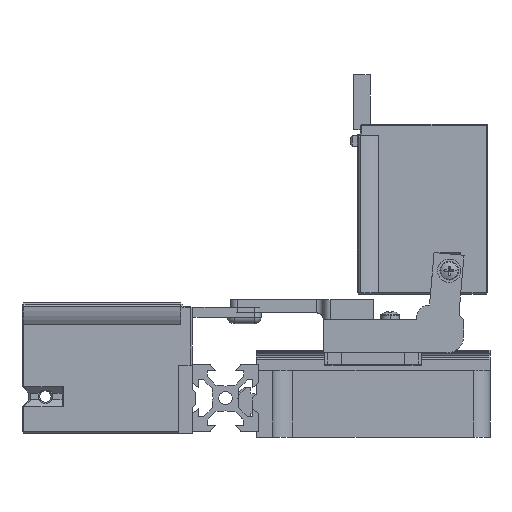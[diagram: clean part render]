
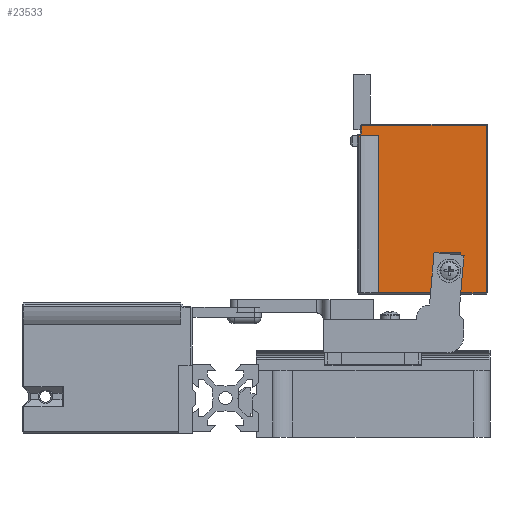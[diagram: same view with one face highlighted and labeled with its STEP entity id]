
A CAD part, left-side view. The second image highlights one B-rep face of the part: STEP entity #23533.
In plain terms, the highlighted face is planar.
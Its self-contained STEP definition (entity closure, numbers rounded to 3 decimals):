
#642 = EDGE_CURVE ( 'NONE', #13981, #28514, #19171, .T. ) ;
#709 = LINE ( 'NONE', #29803, #1181 ) ;
#887 = VECTOR ( 'NONE', #38888, 1000. ) ;
#1016 = CARTESIAN_POINT ( 'NONE',  ( -50.5, 0., 4.2 ) ) ;
#1078 = EDGE_CURVE ( 'NONE', #9704, #27857, #28466, .T. ) ;
#1181 = VECTOR ( 'NONE', #7089, 1000. ) ;
#1700 = CARTESIAN_POINT ( 'NONE',  ( -0.4, 37.6, 4.2 ) ) ;
#1826 = DIRECTION ( 'NONE',  ( 0., 0., 1. ) ) ;
#1933 = DIRECTION ( 'NONE',  ( -1., 0., 0. ) ) ;
#2437 = ORIENTED_EDGE ( 'NONE', *, *, #9705, .F. ) ;
#2630 = VERTEX_POINT ( 'NONE', #41384 ) ;
#2751 = EDGE_CURVE ( 'NONE', #39168, #27825, #40088, .T. ) ;
#2928 = EDGE_CURVE ( 'NONE', #8170, #26250, #31356, .T. ) ;
#2933 = VECTOR ( 'NONE', #4604, 1000. ) ;
#2956 = EDGE_CURVE ( 'NONE', #35700, #26250, #33716, .T. ) ;
#3029 = CARTESIAN_POINT ( 'NONE',  ( -50.9, 14., 4.2 ) ) ;
#3155 = CARTESIAN_POINT ( 'NONE',  ( -50.5, 14.045, 4.2 ) ) ;
#3705 = ORIENTED_EDGE ( 'NONE', *, *, #36933, .F. ) ;
#3810 = ORIENTED_EDGE ( 'NONE', *, *, #1078, .F. ) ;
#4069 = LINE ( 'NONE', #11071, #39380 ) ;
#4604 = DIRECTION ( 'NONE',  ( 0., 1., 0. ) ) ;
#4665 = DIRECTION ( 'NONE',  ( 0.894, 0.447, 0. ) ) ;
#5030 = ORIENTED_EDGE ( 'NONE', *, *, #16536, .T. ) ;
#5036 = VECTOR ( 'NONE', #10944, 1000. ) ;
#5595 = AXIS2_PLACEMENT_3D ( 'NONE', #7354, #1826, #26716 ) ;
#6162 = CARTESIAN_POINT ( 'NONE',  ( -0.4, 0.4, 4.2 ) ) ;
#6511 = EDGE_LOOP ( 'NONE', ( #8553, #40298, #20442, #3705, #25003, #12910, #5030, #24807, #16654, #39130, #3810, #2437, #12410, #38977, #33888, #18075 ) ) ;
#7089 = DIRECTION ( 'NONE',  ( 1., 0., 0. ) ) ;
#7354 = CARTESIAN_POINT ( 'NONE',  ( -50.9, 0., 4.2 ) ) ;
#7769 = LINE ( 'NONE', #17740, #5036 ) ;
#7797 = LINE ( 'NONE', #20558, #12940 ) ;
#8170 = VERTEX_POINT ( 'NONE', #12534 ) ;
#8263 = VECTOR ( 'NONE', #30522, 1000. ) ;
#8553 = ORIENTED_EDGE ( 'NONE', *, *, #2956, .F. ) ;
#8725 = VECTOR ( 'NONE', #39820, 1000. ) ;
#9704 = VERTEX_POINT ( 'NONE', #1700 ) ;
#9705 = EDGE_CURVE ( 'NONE', #28802, #9704, #24391, .T. ) ;
#10477 = LINE ( 'NONE', #23440, #18455 ) ;
#10669 = DIRECTION ( 'NONE',  ( 0., 1., 0. ) ) ;
#10944 = DIRECTION ( 'NONE',  ( 0., -1., 0. ) ) ;
#11071 = CARTESIAN_POINT ( 'NONE',  ( -38.175, 0.4, 4.2 ) ) ;
#11449 = CARTESIAN_POINT ( 'NONE',  ( -51.142, 7.634, 4.2 ) ) ;
#12095 = VERTEX_POINT ( 'NONE', #33579 ) ;
#12410 = ORIENTED_EDGE ( 'NONE', *, *, #26527, .F. ) ;
#12534 = CARTESIAN_POINT ( 'NONE',  ( -4.016, 38.6, 4.2 ) ) ;
#12690 = CARTESIAN_POINT ( 'NONE',  ( -3.516, 38.1, 4.2 ) ) ;
#12722 = DIRECTION ( 'NONE',  ( -0.894, 0.447, 0. ) ) ;
#12910 = ORIENTED_EDGE ( 'NONE', *, *, #38491, .F. ) ;
#12940 = VECTOR ( 'NONE', #20757, 1000. ) ;
#13261 = CARTESIAN_POINT ( 'NONE',  ( -50.5, 0., 4.2 ) ) ;
#13459 = DIRECTION ( 'NONE',  ( 0., 1., 0. ) ) ;
#13481 = EDGE_CURVE ( 'NONE', #2630, #34345, #27199, .T. ) ;
#13981 = VERTEX_POINT ( 'NONE', #23949 ) ;
#14755 = CARTESIAN_POINT ( 'NONE',  ( -3.516, 32.6, 4.2 ) ) ;
#16522 = DIRECTION ( 'NONE',  ( 0., 1., 0. ) ) ;
#16536 = EDGE_CURVE ( 'NONE', #12095, #34345, #34445, .T. ) ;
#16561 = CARTESIAN_POINT ( 'NONE',  ( -45.722, 11.656, 4.2 ) ) ;
#16654 = ORIENTED_EDGE ( 'NONE', *, *, #21967, .F. ) ;
#17017 = DIRECTION ( 'NONE',  ( 1., 0., 0. ) ) ;
#17291 = LINE ( 'NONE', #13261, #31277 ) ;
#17740 = CARTESIAN_POINT ( 'NONE',  ( -3.4, 19.25, 4.2 ) ) ;
#17863 = DIRECTION ( 'NONE',  ( -1., 0., 0. ) ) ;
#18042 = DIRECTION ( 'NONE',  ( 1., 0., 0. ) ) ;
#18075 = ORIENTED_EDGE ( 'NONE', *, *, #2928, .T. ) ;
#18455 = VECTOR ( 'NONE', #10669, 1000. ) ;
#19171 = LINE ( 'NONE', #3029, #32552 ) ;
#19233 = VECTOR ( 'NONE', #4665, 1000. ) ;
#20442 = ORIENTED_EDGE ( 'NONE', *, *, #2751, .F. ) ;
#20558 = CARTESIAN_POINT ( 'NONE',  ( -5.558, 40.392, 4.2 ) ) ;
#20757 = DIRECTION ( 'NONE',  ( 0.707, -0.707, 0. ) ) ;
#20862 = EDGE_CURVE ( 'NONE', #27857, #39997, #4069, .T. ) ;
#21163 = CARTESIAN_POINT ( 'NONE',  ( -3.516, 38.6, 4.2 ) ) ;
#21784 = CARTESIAN_POINT ( 'NONE',  ( -3.4, 38.6, 4.2 ) ) ;
#21882 = CARTESIAN_POINT ( 'NONE',  ( -50.9, 8., 4.2 ) ) ;
#21967 = EDGE_CURVE ( 'NONE', #39997, #2630, #17291, .T. ) ;
#22106 = CARTESIAN_POINT ( 'NONE',  ( -50.5, 0.4, 4.2 ) ) ;
#23440 = CARTESIAN_POINT ( 'NONE',  ( -38.5, 5.5, 4.2 ) ) ;
#23533 = ADVANCED_FACE ( 'NONE', ( #33907 ), #27350, .T. ) ;
#23949 = CARTESIAN_POINT ( 'NONE',  ( -50.41, 14., 4.2 ) ) ;
#24391 = LINE ( 'NONE', #33971, #37046 ) ;
#24802 = CARTESIAN_POINT ( 'NONE',  ( -3.4, 38.234, 4.2 ) ) ;
#24807 = ORIENTED_EDGE ( 'NONE', *, *, #13481, .F. ) ;
#25003 = ORIENTED_EDGE ( 'NONE', *, *, #642, .T. ) ;
#26124 = LINE ( 'NONE', #16561, #33893 ) ;
#26250 = VERTEX_POINT ( 'NONE', #12690 ) ;
#26527 = EDGE_CURVE ( 'NONE', #40818, #28802, #7797, .T. ) ;
#26716 = DIRECTION ( 'NONE',  ( 1., 0., 0. ) ) ;
#27199 = LINE ( 'NONE', #11449, #19233 ) ;
#27350 = PLANE ( 'NONE',  #5595 ) ;
#27691 = CARTESIAN_POINT ( 'NONE',  ( -50.5, 32.6, 4.2 ) ) ;
#27825 = VERTEX_POINT ( 'NONE', #38277 ) ;
#27857 = VERTEX_POINT ( 'NONE', #6162 ) ;
#28466 = LINE ( 'NONE', #35894, #887 ) ;
#28514 = VERTEX_POINT ( 'NONE', #28805 ) ;
#28802 = VERTEX_POINT ( 'NONE', #33878 ) ;
#28805 = CARTESIAN_POINT ( 'NONE',  ( -38.5, 14., 4.2 ) ) ;
#29803 = CARTESIAN_POINT ( 'NONE',  ( -38.175, 38.6, 4.2 ) ) ;
#30522 = DIRECTION ( 'NONE',  ( 0.707, -0.707, 0. ) ) ;
#31277 = VECTOR ( 'NONE', #13459, 1000. ) ;
#31356 = LINE ( 'NONE', #41136, #8263 ) ;
#32119 = CARTESIAN_POINT ( 'NONE',  ( -50.41, 8., 4.2 ) ) ;
#32552 = VECTOR ( 'NONE', #17017, 1000. ) ;
#32739 = EDGE_CURVE ( 'NONE', #8170, #33321, #709, .T. ) ;
#33321 = VERTEX_POINT ( 'NONE', #21784 ) ;
#33579 = CARTESIAN_POINT ( 'NONE',  ( -38.5, 8., 4.2 ) ) ;
#33716 = LINE ( 'NONE', #21163, #2933 ) ;
#33878 = CARTESIAN_POINT ( 'NONE',  ( -2.766, 37.6, 4.2 ) ) ;
#33888 = ORIENTED_EDGE ( 'NONE', *, *, #32739, .F. ) ;
#33893 = VECTOR ( 'NONE', #12722, 1000. ) ;
#33907 = FACE_OUTER_BOUND ( 'NONE', #6511, .T. ) ;
#33971 = CARTESIAN_POINT ( 'NONE',  ( -25.45, 37.6, 4.2 ) ) ;
#34124 = VECTOR ( 'NONE', #16522, 1000. ) ;
#34345 = VERTEX_POINT ( 'NONE', #32119 ) ;
#34445 = LINE ( 'NONE', #21882, #41029 ) ;
#35700 = VERTEX_POINT ( 'NONE', #14755 ) ;
#35894 = CARTESIAN_POINT ( 'NONE',  ( -0.4, 0., 4.2 ) ) ;
#36243 = EDGE_CURVE ( 'NONE', #27825, #35700, #37466, .T. ) ;
#36933 = EDGE_CURVE ( 'NONE', #13981, #39168, #26124, .T. ) ;
#37046 = VECTOR ( 'NONE', #18042, 1000. ) ;
#37466 = LINE ( 'NONE', #27691, #8725 ) ;
#38277 = CARTESIAN_POINT ( 'NONE',  ( -50.5, 32.6, 4.2 ) ) ;
#38491 = EDGE_CURVE ( 'NONE', #12095, #28514, #10477, .T. ) ;
#38888 = DIRECTION ( 'NONE',  ( 0., -1., 0. ) ) ;
#38977 = ORIENTED_EDGE ( 'NONE', *, *, #41108, .F. ) ;
#39130 = ORIENTED_EDGE ( 'NONE', *, *, #20862, .F. ) ;
#39168 = VERTEX_POINT ( 'NONE', #3155 ) ;
#39380 = VECTOR ( 'NONE', #17863, 1000. ) ;
#39820 = DIRECTION ( 'NONE',  ( 1., 0., 0. ) ) ;
#39997 = VERTEX_POINT ( 'NONE', #22106 ) ;
#40088 = LINE ( 'NONE', #1016, #34124 ) ;
#40298 = ORIENTED_EDGE ( 'NONE', *, *, #36243, .F. ) ;
#40818 = VERTEX_POINT ( 'NONE', #24802 ) ;
#41029 = VECTOR ( 'NONE', #1933, 1000. ) ;
#41108 = EDGE_CURVE ( 'NONE', #33321, #40818, #7769, .T. ) ;
#41136 = CARTESIAN_POINT ( 'NONE',  ( -4.016, 38.6, 4.2 ) ) ;
#41384 = CARTESIAN_POINT ( 'NONE',  ( -50.5, 7.955, 4.2 ) ) ;
